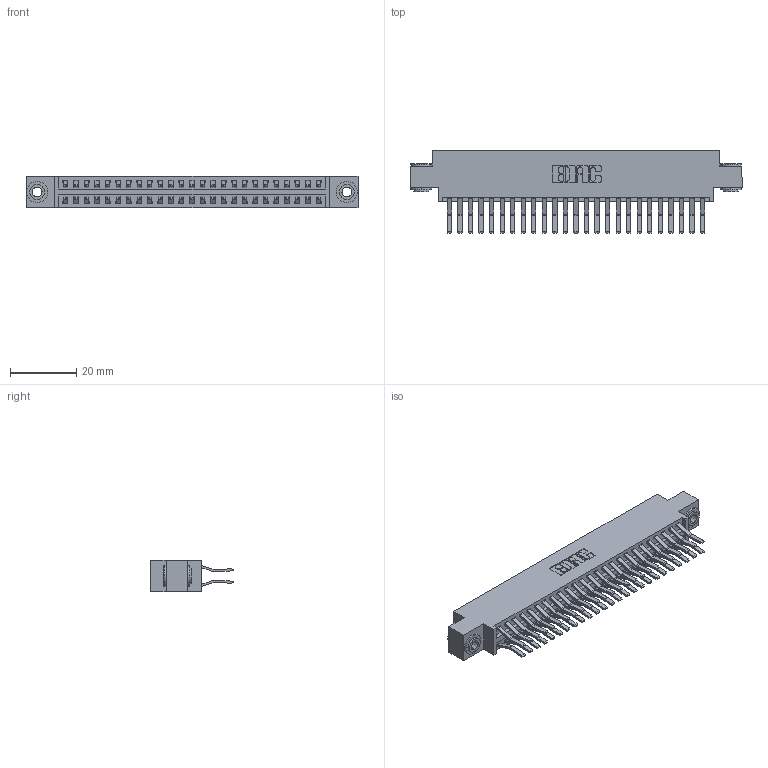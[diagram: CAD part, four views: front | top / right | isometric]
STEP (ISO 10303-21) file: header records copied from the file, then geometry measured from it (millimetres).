
FILE_DESCRIPTION (( 'STEP AP203' ), '1' );
FILE_NAME ('346-050-560-803.STEP', '2022-05-21T00:17:49', ( '' ), ( '' ), 'SwSTEP 2.0', 'SolidWorks 2020', '' );
FILE_SCHEMA (( 'CONFIG_CONTROL_DESIGN' ));
Length unit declared in the file: inch
Products named in the file (4): 345-292-001_560 Tail; 346 Part_0.170 Offset - 0.156 Dia-TH; 345-250-002_345-250-002-102; 346-050-560-803
Assembly tree (53 placements, depth 2):
  346-050-560-803
    346 Part_0.170 Offset - 0.156 Dia-TH
    345-292-001_560 Tail  x50
    345-250-002_345-250-002-102  x2
Bounding box: 99.95 x 24.78 x 9.4 mm (x, y, z)
Volume: 9788.7 mm3; surface area: 14490.7 mm2
Topology: 53 solids, 53 shells, 2878 faces, 8503 edges, 5598 vertices
Faces by surface type: plane 1854, cylinder 1016, cone 8
Entity records: 19890 total; most frequent: CARTESIAN_POINT 3285, ORIENTED_EDGE 3210, DIRECTION 2979, EDGE_CURVE 1605, LINE 1345, VECTOR 1345, VERTEX_POINT 1066, AXIS2_PLACEMENT_3D 817
